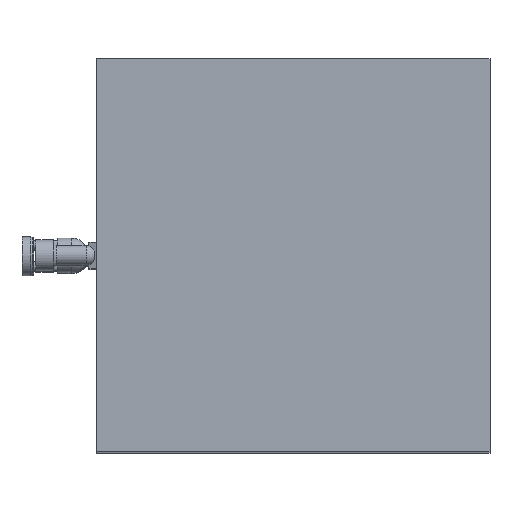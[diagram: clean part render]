
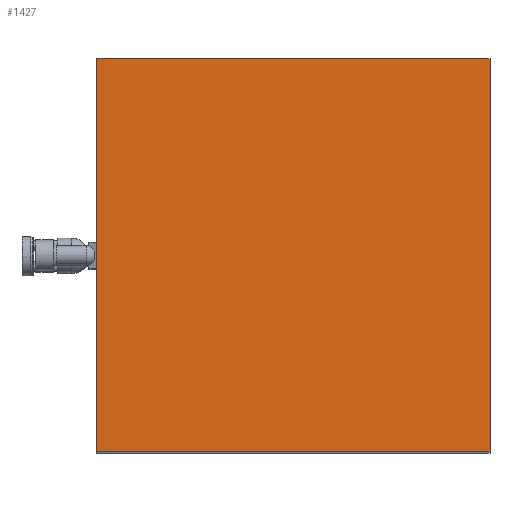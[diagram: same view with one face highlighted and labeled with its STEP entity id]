
A CAD part, top view. The second image highlights one B-rep face of the part: STEP entity #1427.
In plain terms, the highlighted planar face has unit normal (0, 0, 1).
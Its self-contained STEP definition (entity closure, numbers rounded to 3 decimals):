
#117=LINE('',#2547,#198);
#118=LINE('',#2549,#199);
#119=LINE('',#2551,#200);
#120=LINE('',#2552,#201);
#198=VECTOR('',#2122,10.);
#199=VECTOR('',#2123,10.);
#200=VECTOR('',#2124,10.);
#201=VECTOR('',#2125,10.);
#336=FACE_OUTER_BOUND('',#438,.T.);
#438=EDGE_LOOP('',(#1261,#1262,#1263,#1264));
#695=VERTEX_POINT('',#2545);
#696=VERTEX_POINT('',#2546);
#697=VERTEX_POINT('',#2548);
#698=VERTEX_POINT('',#2550);
#890=EDGE_CURVE('',#695,#696,#117,.T.);
#891=EDGE_CURVE('',#696,#697,#118,.T.);
#892=EDGE_CURVE('',#697,#698,#119,.T.);
#893=EDGE_CURVE('',#698,#695,#120,.T.);
#1261=ORIENTED_EDGE('',*,*,#890,.T.);
#1262=ORIENTED_EDGE('',*,*,#891,.T.);
#1263=ORIENTED_EDGE('',*,*,#892,.T.);
#1264=ORIENTED_EDGE('',*,*,#893,.T.);
#1337=PLANE('',#1638);
#1427=ADVANCED_FACE('',(#336),#1337,.T.);
#1638=AXIS2_PLACEMENT_3D('',#2544,#2120,#2121);
#2120=DIRECTION('center_axis',(0.,0.,1.));
#2121=DIRECTION('ref_axis',(1.,0.,0.));
#2122=DIRECTION('',(0.,-1.,0.));
#2123=DIRECTION('',(1.,0.,0.));
#2124=DIRECTION('',(0.,1.,0.));
#2125=DIRECTION('',(-1.,0.,0.));
#2544=CARTESIAN_POINT('Origin',(72.,0.,210.));
#2545=CARTESIAN_POINT('',(22.,50.,210.));
#2546=CARTESIAN_POINT('',(22.,-50.,210.));
#2547=CARTESIAN_POINT('',(22.,25.,210.));
#2548=CARTESIAN_POINT('',(122.,-50.,210.));
#2549=CARTESIAN_POINT('',(47.,-50.,210.));
#2550=CARTESIAN_POINT('',(122.,50.,210.));
#2551=CARTESIAN_POINT('',(122.,-25.,210.));
#2552=CARTESIAN_POINT('',(97.,50.,210.));
